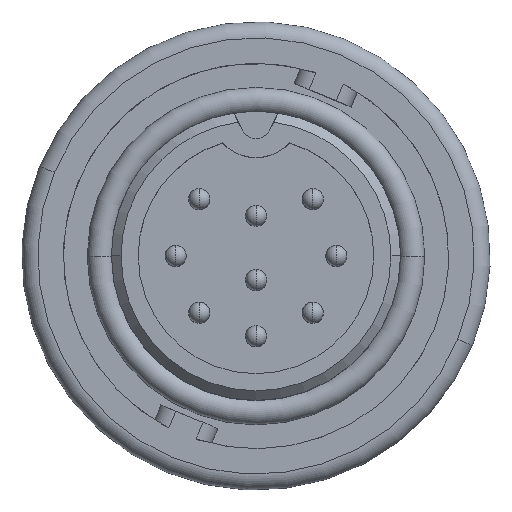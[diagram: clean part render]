
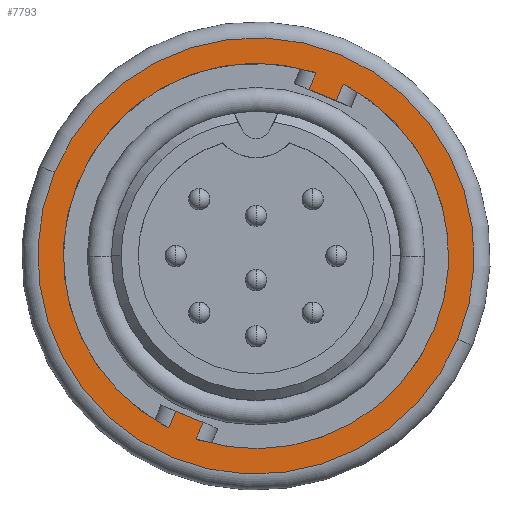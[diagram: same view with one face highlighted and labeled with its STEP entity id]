
A CAD part, top view. The second image highlights one B-rep face of the part: STEP entity #7793.
In plain terms, the highlighted planar face has unit normal (0, 0, 1).
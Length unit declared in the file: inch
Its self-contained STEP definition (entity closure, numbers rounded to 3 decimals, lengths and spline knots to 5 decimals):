
#570 = PLANE ( 'NONE',  #11962 ) ;
#571 = CARTESIAN_POINT ( 'NONE',  ( 0., 0., -0.09838 ) ) ;
#572 = DIRECTION ( 'NONE',  ( 0., 0., 1. ) ) ;
#573 = DIRECTION ( 'NONE',  ( 0.924, -0.383, 0. ) ) ;
#2765 = VECTOR ( 'NONE', #11059, 39.37008 ) ;
#2788 = VECTOR ( 'NONE', #12552, 39.37008 ) ;
#2823 = VECTOR ( 'NONE', #12546, 39.37008 ) ;
#2875 = VECTOR ( 'NONE', #12459, 39.37008 ) ;
#2882 = VECTOR ( 'NONE', #12367, 39.37008 ) ;
#2884 = AXIS2_PLACEMENT_3D ( 'NONE', #12431, #12432, #12433 ) ;
#2886 = VECTOR ( 'NONE', #12288, 39.37008 ) ;
#3623 = CARTESIAN_POINT ( 'NONE',  ( 0., 0., -0.09838 ) ) ;
#3624 = DIRECTION ( 'NONE',  ( 0., 0., 1. ) ) ;
#3625 = DIRECTION ( 'NONE',  ( 0.924, -0.383, 0. ) ) ;
#3641 = CARTESIAN_POINT ( 'NONE',  ( 0., 0., -0.09838 ) ) ;
#3642 = DIRECTION ( 'NONE',  ( 0., 0., 1. ) ) ;
#3643 = DIRECTION ( 'NONE',  ( 0.924, -0.383, 0. ) ) ;
#3892 = CARTESIAN_POINT ( 'NONE',  ( 0., 0., -0.09838 ) ) ;
#3893 = DIRECTION ( 'NONE',  ( 0., 0., 1. ) ) ;
#3894 = DIRECTION ( 'NONE',  ( 0.924, -0.383, 0. ) ) ;
#3948 = CARTESIAN_POINT ( 'NONE',  ( 0., 0., -0.09838 ) ) ;
#3949 = DIRECTION ( 'NONE',  ( 0., 0., 1. ) ) ;
#3950 = DIRECTION ( 'NONE',  ( 0.924, -0.383, 0. ) ) ;
#5559 = EDGE_CURVE ( 'NONE', #8948, #8944, #11057, .T. ) ;
#5571 = EDGE_CURVE ( 'NONE', #9026, #8944, #12286, .T. ) ;
#5578 = EDGE_CURVE ( 'NONE', #9045, #8948, #12365, .T. ) ;
#5583 = EDGE_CURVE ( 'NONE', #9033, #9034, #11181, .T. ) ;
#5588 = EDGE_CURVE ( 'NONE', #9090, #8943, #12457, .T. ) ;
#5608 = EDGE_CURVE ( 'NONE', #8943, #8940, #12544, .T. ) ;
#5610 = EDGE_CURVE ( 'NONE', #9094, #8940, #12550, .T. ) ;
#6358 = CARTESIAN_POINT ( 'NONE',  ( 0.14978, 0.28974, -0.09838 ) ) ;
#6361 = CARTESIAN_POINT ( 'NONE',  ( 0.09897, 0.31078, -0.09838 ) ) ;
#6362 = CARTESIAN_POINT ( 'NONE',  ( -0.14978, -0.28974, -0.09838 ) ) ;
#6366 = CARTESIAN_POINT ( 'NONE',  ( -0.09897, -0.31078, -0.09838 ) ) ;
#6444 = CARTESIAN_POINT ( 'NONE',  ( -0.16277, -0.3211, -0.09838 ) ) ;
#6449 = CARTESIAN_POINT ( 'NONE',  ( 0.3326, -0.13777, -0.09838 ) ) ;
#6451 = CARTESIAN_POINT ( 'NONE',  ( -0.37648, 0.15594, -0.09838 ) ) ;
#6452 = CARTESIAN_POINT ( 'NONE',  ( 0.37648, -0.15594, -0.09838 ) ) ;
#6463 = CARTESIAN_POINT ( 'NONE',  ( -0.11196, -0.34215, -0.09838 ) ) ;
#6508 = CARTESIAN_POINT ( 'NONE',  ( 0.11196, 0.34215, -0.09838 ) ) ;
#6512 = CARTESIAN_POINT ( 'NONE',  ( 0.16277, 0.3211, -0.09838 ) ) ;
#6880 = EDGE_LOOP ( 'NONE', ( #10013, #10014, #10011, #10016, #10015, #10017, #10018, #10019, #10020 ) ) ;
#7481 = EDGE_LOOP ( 'NONE', ( #10022, #10023 ) ) ;
#7793 = ADVANCED_FACE ( 'NONE', ( #11975, #11963 ), #570, .T. ) ;
#8413 = EDGE_CURVE ( 'NONE', #9090, #9026, #11408, .T. ) ;
#8418 = EDGE_CURVE ( 'NONE', #9045, #9031, #11412, .T. ) ;
#8459 = EDGE_CURVE ( 'NONE', #9034, #9033, #11432, .T. ) ;
#8464 = EDGE_CURVE ( 'NONE', #9031, #9094, #11434, .T. ) ;
#8940 = VERTEX_POINT ( 'NONE', #6358 ) ;
#8943 = VERTEX_POINT ( 'NONE', #6361 ) ;
#8944 = VERTEX_POINT ( 'NONE', #6362 ) ;
#8948 = VERTEX_POINT ( 'NONE', #6366 ) ;
#9026 = VERTEX_POINT ( 'NONE', #6444 ) ;
#9031 = VERTEX_POINT ( 'NONE', #6449 ) ;
#9033 = VERTEX_POINT ( 'NONE', #6451 ) ;
#9034 = VERTEX_POINT ( 'NONE', #6452 ) ;
#9045 = VERTEX_POINT ( 'NONE', #6463 ) ;
#9090 = VERTEX_POINT ( 'NONE', #6508 ) ;
#9094 = VERTEX_POINT ( 'NONE', #6512 ) ;
#10011 = ORIENTED_EDGE ( 'NONE', *, *, #5559, .T. ) ;
#10013 = ORIENTED_EDGE ( 'NONE', *, *, #8418, .F. ) ;
#10014 = ORIENTED_EDGE ( 'NONE', *, *, #5578, .T. ) ;
#10015 = ORIENTED_EDGE ( 'NONE', *, *, #8413, .F. ) ;
#10016 = ORIENTED_EDGE ( 'NONE', *, *, #5571, .F. ) ;
#10017 = ORIENTED_EDGE ( 'NONE', *, *, #5588, .T. ) ;
#10018 = ORIENTED_EDGE ( 'NONE', *, *, #5608, .T. ) ;
#10019 = ORIENTED_EDGE ( 'NONE', *, *, #5610, .F. ) ;
#10020 = ORIENTED_EDGE ( 'NONE', *, *, #8464, .F. ) ;
#10022 = ORIENTED_EDGE ( 'NONE', *, *, #8459, .T. ) ;
#10023 = ORIENTED_EDGE ( 'NONE', *, *, #5583, .T. ) ;
#11057 = LINE ( 'NONE', #11058, #2765 ) ;
#11058 = CARTESIAN_POINT ( 'NONE',  ( -0.09897, -0.31078, -0.09838 ) ) ;
#11059 = DIRECTION ( 'NONE',  ( -0.924, 0.383, 0. ) ) ;
#11181 = CIRCLE ( 'NONE', #2884, 0.4075 ) ;
#11408 = CIRCLE ( 'NONE', #11747, 0.36 ) ;
#11412 = CIRCLE ( 'NONE', #11967, 0.36 ) ;
#11432 = CIRCLE ( 'NONE', #11933, 0.4075 ) ;
#11434 = CIRCLE ( 'NONE', #12221, 0.36 ) ;
#11747 = AXIS2_PLACEMENT_3D ( 'NONE', #3623, #3624, #3625 ) ;
#11933 = AXIS2_PLACEMENT_3D ( 'NONE', #3892, #3893, #3894 ) ;
#11962 = AXIS2_PLACEMENT_3D ( 'NONE', #571, #572, #573 ) ;
#11963 = FACE_OUTER_BOUND ( 'NONE', #7481, .T. ) ;
#11967 = AXIS2_PLACEMENT_3D ( 'NONE', #3641, #3642, #3643 ) ;
#11975 = FACE_BOUND ( 'NONE', #6880, .T. ) ;
#12221 = AXIS2_PLACEMENT_3D ( 'NONE', #3948, #3949, #3950 ) ;
#12286 = LINE ( 'NONE', #12287, #2886 ) ;
#12287 = CARTESIAN_POINT ( 'NONE',  ( -0.16891, -0.33593, -0.09838 ) ) ;
#12288 = DIRECTION ( 'NONE',  ( 0.383, 0.924, 0. ) ) ;
#12365 = LINE ( 'NONE', #12366, #2882 ) ;
#12366 = CARTESIAN_POINT ( 'NONE',  ( -0.1181, -0.35698, -0.09838 ) ) ;
#12367 = DIRECTION ( 'NONE',  ( 0.383, 0.924, 0. ) ) ;
#12431 = CARTESIAN_POINT ( 'NONE',  ( 0., 0., -0.09838 ) ) ;
#12432 = DIRECTION ( 'NONE',  ( 0., 0., 1. ) ) ;
#12433 = DIRECTION ( 'NONE',  ( 0.924, -0.383, 0. ) ) ;
#12457 = LINE ( 'NONE', #12458, #2875 ) ;
#12458 = CARTESIAN_POINT ( 'NONE',  ( 0.1181, 0.35698, -0.09838 ) ) ;
#12459 = DIRECTION ( 'NONE',  ( -0.383, -0.924, 0. ) ) ;
#12544 = LINE ( 'NONE', #12545, #2823 ) ;
#12545 = CARTESIAN_POINT ( 'NONE',  ( 0.09897, 0.31078, -0.09838 ) ) ;
#12546 = DIRECTION ( 'NONE',  ( 0.924, -0.383, 0. ) ) ;
#12550 = LINE ( 'NONE', #12551, #2788 ) ;
#12551 = CARTESIAN_POINT ( 'NONE',  ( 0.16891, 0.33593, -0.09838 ) ) ;
#12552 = DIRECTION ( 'NONE',  ( -0.383, -0.924, 0. ) ) ;
